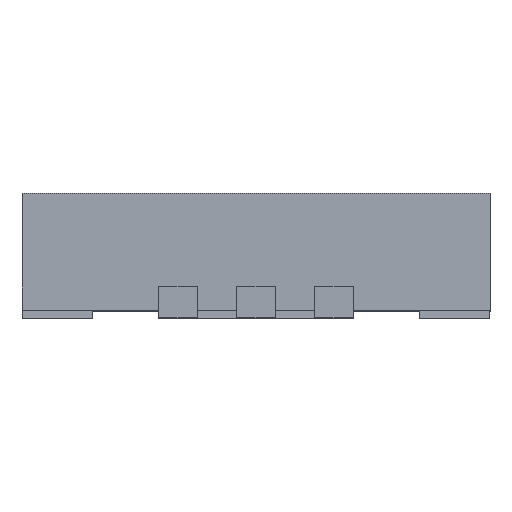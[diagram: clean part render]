
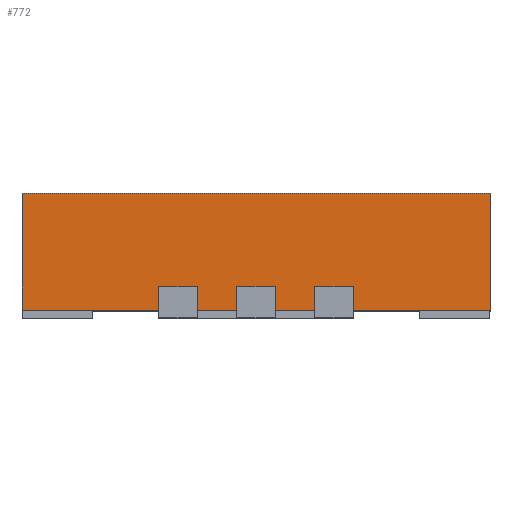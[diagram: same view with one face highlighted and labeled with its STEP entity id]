
A CAD part, top view. The second image highlights one B-rep face of the part: STEP entity #772.
In plain terms, the highlighted planar face has unit normal (0, 0, 1).
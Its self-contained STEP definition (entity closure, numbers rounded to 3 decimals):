
#152 = LINE ( 'NONE', #506, #1617 ) ;
#171 = CARTESIAN_POINT ( 'NONE',  ( 1.5, 0.05, 1.5 ) ) ;
#178 = CARTESIAN_POINT ( 'NONE',  ( -0.625, 0.2, 1.5 ) ) ;
#194 = VERTEX_POINT ( 'NONE', #3394 ) ;
#230 = CARTESIAN_POINT ( 'NONE',  ( -1.5, 0.8, 1.5 ) ) ;
#245 = CARTESIAN_POINT ( 'NONE',  ( 1.5, 0.05, 1.5 ) ) ;
#249 = DIRECTION ( 'NONE',  ( 0., -1., 0. ) ) ;
#255 = DIRECTION ( 'NONE',  ( 1., 0., 0. ) ) ;
#332 = EDGE_LOOP ( 'NONE', ( #1224, #3185, #3698, #2860, #3464, #2227, #3323, #938, #558, #3299, #1293, #2341, #3006, #3148, #2125, #743 ) ) ;
#337 = EDGE_CURVE ( 'NONE', #3031, #601, #3100, .T. ) ;
#352 = CARTESIAN_POINT ( 'NONE',  ( 0.375, 0.2, 1.5 ) ) ;
#365 = VERTEX_POINT ( 'NONE', #352 ) ;
#400 = CARTESIAN_POINT ( 'NONE',  ( 0.625, 0.05, 1.5 ) ) ;
#502 = VECTOR ( 'NONE', #3138, 1000. ) ;
#506 = CARTESIAN_POINT ( 'NONE',  ( -0.375, 0.2, 1.5 ) ) ;
#550 = VERTEX_POINT ( 'NONE', #171 ) ;
#558 = ORIENTED_EDGE ( 'NONE', *, *, #3223, .T. ) ;
#571 = DIRECTION ( 'NONE',  ( 0., -1., 0. ) ) ;
#601 = VERTEX_POINT ( 'NONE', #3306 ) ;
#652 = VERTEX_POINT ( 'NONE', #2047 ) ;
#654 = LINE ( 'NONE', #2156, #3896 ) ;
#669 = EDGE_CURVE ( 'NONE', #920, #4029, #1624, .T. ) ;
#683 = VERTEX_POINT ( 'NONE', #230 ) ;
#712 = VERTEX_POINT ( 'NONE', #1134 ) ;
#738 = DIRECTION ( 'NONE',  ( 1., 0., 0. ) ) ;
#743 = ORIENTED_EDGE ( 'NONE', *, *, #3388, .T. ) ;
#769 = LINE ( 'NONE', #1743, #2020 ) ;
#772 = ADVANCED_FACE ( 'NONE', ( #4042 ), #1197, .F. ) ;
#812 = VECTOR ( 'NONE', #3918, 1000. ) ;
#836 = EDGE_CURVE ( 'NONE', #1452, #4029, #2198, .T. ) ;
#886 = EDGE_CURVE ( 'NONE', #601, #194, #654, .T. ) ;
#920 = VERTEX_POINT ( 'NONE', #1214 ) ;
#935 = LINE ( 'NONE', #178, #3872 ) ;
#938 = ORIENTED_EDGE ( 'NONE', *, *, #2837, .F. ) ;
#989 = DIRECTION ( 'NONE',  ( 0., -1., 0. ) ) ;
#1057 = VECTOR ( 'NONE', #1232, 1000. ) ;
#1134 = CARTESIAN_POINT ( 'NONE',  ( -0.625, 0.2, 1.5 ) ) ;
#1197 = PLANE ( 'NONE',  #1265 ) ;
#1214 = CARTESIAN_POINT ( 'NONE',  ( -0.125, 0.2, 1.5 ) ) ;
#1224 = ORIENTED_EDGE ( 'NONE', *, *, #337, .T. ) ;
#1232 = DIRECTION ( 'NONE',  ( 1., 0., 0. ) ) ;
#1265 = AXIS2_PLACEMENT_3D ( 'NONE', #3023, #2074, #1775 ) ;
#1293 = ORIENTED_EDGE ( 'NONE', *, *, #2056, .F. ) ;
#1365 = DIRECTION ( 'NONE',  ( 1., 0., 0. ) ) ;
#1369 = EDGE_CURVE ( 'NONE', #712, #652, #152, .T. ) ;
#1452 = VERTEX_POINT ( 'NONE', #2136 ) ;
#1484 = CARTESIAN_POINT ( 'NONE',  ( 0.625, 0.2, 1.5 ) ) ;
#1503 = CARTESIAN_POINT ( 'NONE',  ( 1.5, 0.8, 1.5 ) ) ;
#1528 = EDGE_CURVE ( 'NONE', #3463, #550, #2539, .T. ) ;
#1606 = VECTOR ( 'NONE', #1922, 1000. ) ;
#1617 = VECTOR ( 'NONE', #2983, 1000. ) ;
#1624 = LINE ( 'NONE', #2132, #3518 ) ;
#1736 = EDGE_CURVE ( 'NONE', #3986, #3463, #3014, .T. ) ;
#1743 = CARTESIAN_POINT ( 'NONE',  ( 0.125, 0.2, 1.5 ) ) ;
#1762 = CARTESIAN_POINT ( 'NONE',  ( 1.5, 0.05, 1.5 ) ) ;
#1775 = DIRECTION ( 'NONE',  ( -1., 0., 0. ) ) ;
#1777 = CARTESIAN_POINT ( 'NONE',  ( -1.5, 5.843, 1.5 ) ) ;
#1792 = DIRECTION ( 'NONE',  ( 0., -1., 0. ) ) ;
#1808 = EDGE_CURVE ( 'NONE', #3327, #2621, #1988, .T. ) ;
#1919 = CARTESIAN_POINT ( 'NONE',  ( -0.375, 0.2, 1.5 ) ) ;
#1922 = DIRECTION ( 'NONE',  ( 1., 0., 0. ) ) ;
#1988 = LINE ( 'NONE', #4033, #1606 ) ;
#2020 = VECTOR ( 'NONE', #738, 1000. ) ;
#2047 = CARTESIAN_POINT ( 'NONE',  ( -0.375, 0.2, 1.5 ) ) ;
#2056 = EDGE_CURVE ( 'NONE', #712, #2621, #935, .T. ) ;
#2074 = DIRECTION ( 'NONE',  ( 0., 0., -1. ) ) ;
#2083 = DIRECTION ( 'NONE',  ( 0., -1., 0. ) ) ;
#2103 = DIRECTION ( 'NONE',  ( 0., -1., 0. ) ) ;
#2109 = CARTESIAN_POINT ( 'NONE',  ( 1.5, 5.843, 1.5 ) ) ;
#2111 = CARTESIAN_POINT ( 'NONE',  ( -0.625, 0.05, 1.5 ) ) ;
#2125 = ORIENTED_EDGE ( 'NONE', *, *, #669, .F. ) ;
#2132 = CARTESIAN_POINT ( 'NONE',  ( -0.125, 0.2, 1.5 ) ) ;
#2136 = CARTESIAN_POINT ( 'NONE',  ( -0.375, 0.05, 1.5 ) ) ;
#2152 = CARTESIAN_POINT ( 'NONE',  ( 0.125, 0.2, 1.5 ) ) ;
#2156 = CARTESIAN_POINT ( 'NONE',  ( 1.5, 0.05, 1.5 ) ) ;
#2198 = LINE ( 'NONE', #1762, #502 ) ;
#2227 = ORIENTED_EDGE ( 'NONE', *, *, #1528, .T. ) ;
#2266 = VECTOR ( 'NONE', #1365, 1000. ) ;
#2341 = ORIENTED_EDGE ( 'NONE', *, *, #1369, .T. ) ;
#2387 = CARTESIAN_POINT ( 'NONE',  ( -0.125, 0.05, 1.5 ) ) ;
#2471 = VECTOR ( 'NONE', #3997, 1000. ) ;
#2479 = EDGE_CURVE ( 'NONE', #2537, #550, #3351, .T. ) ;
#2537 = VERTEX_POINT ( 'NONE', #1503 ) ;
#2539 = LINE ( 'NONE', #245, #1057 ) ;
#2564 = CARTESIAN_POINT ( 'NONE',  ( 0.125, 0.2, 1.5 ) ) ;
#2621 = VERTEX_POINT ( 'NONE', #2111 ) ;
#2762 = LINE ( 'NONE', #3592, #812 ) ;
#2779 = EDGE_CURVE ( 'NONE', #652, #1452, #4054, .T. ) ;
#2837 = EDGE_CURVE ( 'NONE', #683, #2537, #3965, .T. ) ;
#2860 = ORIENTED_EDGE ( 'NONE', *, *, #3318, .T. ) ;
#2983 = DIRECTION ( 'NONE',  ( 1., 0., 0. ) ) ;
#3006 = ORIENTED_EDGE ( 'NONE', *, *, #2779, .T. ) ;
#3014 = LINE ( 'NONE', #4068, #4066 ) ;
#3023 = CARTESIAN_POINT ( 'NONE',  ( 1.5, 5.843, 1.5 ) ) ;
#3031 = VERTEX_POINT ( 'NONE', #2564 ) ;
#3045 = VECTOR ( 'NONE', #249, 1000. ) ;
#3100 = LINE ( 'NONE', #2152, #3045 ) ;
#3114 = DIRECTION ( 'NONE',  ( 0., -1., 0. ) ) ;
#3138 = DIRECTION ( 'NONE',  ( 1., 0., 0. ) ) ;
#3148 = ORIENTED_EDGE ( 'NONE', *, *, #836, .T. ) ;
#3150 = LINE ( 'NONE', #1777, #3861 ) ;
#3185 = ORIENTED_EDGE ( 'NONE', *, *, #886, .T. ) ;
#3223 = EDGE_CURVE ( 'NONE', #683, #3327, #3150, .T. ) ;
#3262 = CARTESIAN_POINT ( 'NONE',  ( 0.625, 0.2, 1.5 ) ) ;
#3292 = LINE ( 'NONE', #1484, #2471 ) ;
#3299 = ORIENTED_EDGE ( 'NONE', *, *, #1808, .T. ) ;
#3306 = CARTESIAN_POINT ( 'NONE',  ( 0.125, 0.05, 1.5 ) ) ;
#3318 = EDGE_CURVE ( 'NONE', #365, #3986, #3292, .T. ) ;
#3323 = ORIENTED_EDGE ( 'NONE', *, *, #2479, .F. ) ;
#3327 = VERTEX_POINT ( 'NONE', #3381 ) ;
#3351 = LINE ( 'NONE', #2109, #3581 ) ;
#3381 = CARTESIAN_POINT ( 'NONE',  ( -1.5, 0.05, 1.5 ) ) ;
#3388 = EDGE_CURVE ( 'NONE', #920, #3031, #769, .T. ) ;
#3394 = CARTESIAN_POINT ( 'NONE',  ( 0.375, 0.05, 1.5 ) ) ;
#3449 = EDGE_CURVE ( 'NONE', #365, #194, #2762, .T. ) ;
#3461 = CARTESIAN_POINT ( 'NONE',  ( 1.5, 0.8, 1.5 ) ) ;
#3463 = VERTEX_POINT ( 'NONE', #400 ) ;
#3464 = ORIENTED_EDGE ( 'NONE', *, *, #1736, .T. ) ;
#3518 = VECTOR ( 'NONE', #2103, 1000. ) ;
#3581 = VECTOR ( 'NONE', #2083, 1000. ) ;
#3592 = CARTESIAN_POINT ( 'NONE',  ( 0.375, 0.2, 1.5 ) ) ;
#3698 = ORIENTED_EDGE ( 'NONE', *, *, #3449, .F. ) ;
#3761 = VECTOR ( 'NONE', #571, 1000. ) ;
#3861 = VECTOR ( 'NONE', #989, 1000. ) ;
#3872 = VECTOR ( 'NONE', #1792, 1000. ) ;
#3896 = VECTOR ( 'NONE', #255, 1000. ) ;
#3918 = DIRECTION ( 'NONE',  ( 0., -1., 0. ) ) ;
#3965 = LINE ( 'NONE', #3461, #2266 ) ;
#3986 = VERTEX_POINT ( 'NONE', #3262 ) ;
#3997 = DIRECTION ( 'NONE',  ( 1., 0., 0. ) ) ;
#4029 = VERTEX_POINT ( 'NONE', #2387 ) ;
#4033 = CARTESIAN_POINT ( 'NONE',  ( 1.5, 0.05, 1.5 ) ) ;
#4042 = FACE_OUTER_BOUND ( 'NONE', #332, .T. ) ;
#4054 = LINE ( 'NONE', #1919, #3761 ) ;
#4066 = VECTOR ( 'NONE', #3114, 1000. ) ;
#4068 = CARTESIAN_POINT ( 'NONE',  ( 0.625, 0.2, 1.5 ) ) ;
